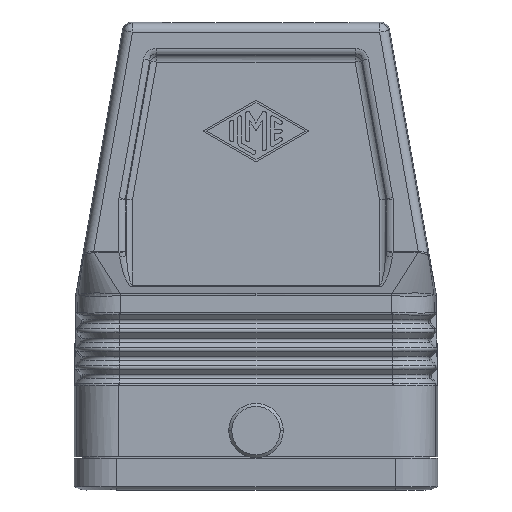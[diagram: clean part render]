
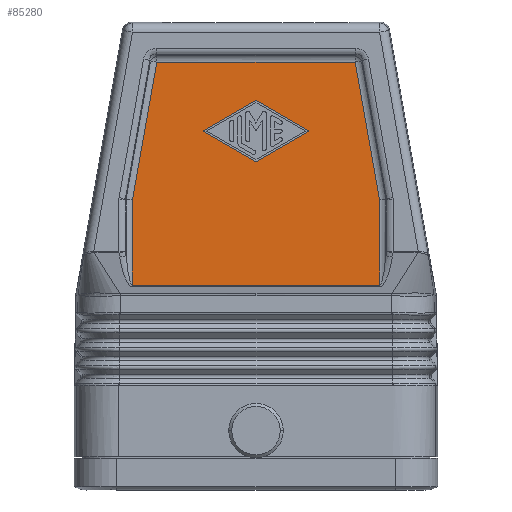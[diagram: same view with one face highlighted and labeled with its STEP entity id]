
A CAD part, left-side view. The second image highlights one B-rep face of the part: STEP entity #85280.
In plain terms, the highlighted planar face has unit normal (-1, 0, 0).
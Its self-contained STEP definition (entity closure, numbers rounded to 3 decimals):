
#84030=CARTESIAN_POINT('',(27.874,64.361,
44.579));
#84040=DIRECTION('',(1.,0.,0.));
#84050=DIRECTION('',(0.,1.,0.));
#84060=AXIS2_PLACEMENT_3D('',#84030,#84040,#84050);
#84070=PLANE('',#84060);
#84080=CARTESIAN_POINT('',(27.874,70.699,12.));
#84090=DIRECTION('',(0.,0.,1.));
#84100=VECTOR('',#84090,1.);
#84110=LINE('',#84080,#84100);
#84120=CARTESIAN_POINT('',(27.874,70.699,
28.587));
#84130=VERTEX_POINT('',#84120);
#84140=CARTESIAN_POINT('',(27.874,70.699,
42.627));
#84150=VERTEX_POINT('',#84140);
#84160=EDGE_CURVE('',#84130,#84150,#84110,.T.);
#84170=ORIENTED_EDGE('',*,*,#84160,.F.);
#84180=CARTESIAN_POINT('',(27.874,76.099,12.));
#84190=DIRECTION('',(0.,-0.174,0.985));
#84200=VECTOR('',#84190,1.);
#84210=LINE('',#84180,#84200);
#84220=CARTESIAN_POINT('',(27.874,66.687,
65.379));
#84230=VERTEX_POINT('',#84220);
#84240=EDGE_CURVE('',#84150,#84230,#84210,.T.);
#84250=ORIENTED_EDGE('',*,*,#84240,.F.);
#84260=CARTESIAN_POINT('',(27.874,0.,65.379));
#84270=DIRECTION('',(0.,-1.,0.));
#84280=VECTOR('',#84270,1.);
#84290=LINE('',#84260,#84280);
#84300=CARTESIAN_POINT('',(27.874,33.933,
65.379));
#84310=VERTEX_POINT('',#84300);
#84320=EDGE_CURVE('',#84230,#84310,#84290,.T.);
#84330=ORIENTED_EDGE('',*,*,#84320,.F.);
#84340=CARTESIAN_POINT('',(27.874,24.521,12.));
#84350=DIRECTION('',(0.,-0.174,
-0.985));
#84360=VECTOR('',#84350,1.);
#84370=LINE('',#84340,#84360);
#84380=CARTESIAN_POINT('',(27.874,29.921,
42.627));
#84390=VERTEX_POINT('',#84380);
#84400=EDGE_CURVE('',#84310,#84390,#84370,.T.);
#84410=ORIENTED_EDGE('',*,*,#84400,.F.);
#84420=CARTESIAN_POINT('',(27.874,29.921,12.));
#84430=DIRECTION('',(0.,0.,-1.));
#84440=VECTOR('',#84430,1.);
#84450=LINE('',#84420,#84440);
#84460=CARTESIAN_POINT('',(27.874,29.921,
28.587));
#84470=VERTEX_POINT('',#84460);
#84480=EDGE_CURVE('',#84390,#84470,#84450,.T.);
#84490=ORIENTED_EDGE('',*,*,#84480,.F.);
#84500=CARTESIAN_POINT('',(27.874,0.,28.587));
#84510=DIRECTION('',(0.,1.,0.));
#84520=VECTOR('',#84510,1.);
#84530=LINE('',#84500,#84520);
#84540=EDGE_CURVE('',#84470,#84130,#84530,.T.);
#84550=ORIENTED_EDGE('',*,*,#84540,.F.);
#84560=EDGE_LOOP('',(#84550,#84490,#84410,#84330,#84250,#84170));
#84570=FACE_OUTER_BOUND('',#84560,.T.);
#84580=CARTESIAN_POINT('',(27.874,0.,20.193));
#84590=DIRECTION('',(0.,-0.868,-0.496));
#84600=VECTOR('',#84590,1.);
#84610=LINE('',#84580,#84600);
#84620=CARTESIAN_POINT('',(27.874,58.892,
53.855));
#84630=VERTEX_POINT('',#84620);
#84640=CARTESIAN_POINT('',(27.874,50.475,
49.044));
#84650=VERTEX_POINT('',#84640);
#84660=EDGE_CURVE('',#84630,#84650,#84610,.T.);
#84670=ORIENTED_EDGE('',*,*,#84660,.F.);
#84680=CARTESIAN_POINT('',(27.874,50.31,49.334));
#84690=DIRECTION('',(-1.,0.,0.));
#84700=DIRECTION('',(0.,-1.,0.));
#84710=AXIS2_PLACEMENT_3D('',#84680,#84690,#84700);
#84720=CIRCLE('',#84710,0.333);
#84730=CARTESIAN_POINT('',(27.874,50.145,
49.044));
#84740=VERTEX_POINT('',#84730);
#84750=EDGE_CURVE('',#84650,#84740,#84720,.T.);
#84760=ORIENTED_EDGE('',*,*,#84750,.F.);
#84770=CARTESIAN_POINT('',(27.874,0.,77.707));
#84780=DIRECTION('',(0.,-0.868,0.496));
#84790=VECTOR('',#84780,1.);
#84800=LINE('',#84770,#84790);
#84810=CARTESIAN_POINT('',(27.874,41.728,
53.855));
#84820=VERTEX_POINT('',#84810);
#84830=EDGE_CURVE('',#84740,#84820,#84800,.T.);
#84840=ORIENTED_EDGE('',*,*,#84830,.F.);
#84850=CARTESIAN_POINT('',(27.874,41.811,54.));
#84860=DIRECTION('',(-1.,0.,0.));
#84870=DIRECTION('',(0.,-1.,0.));
#84880=AXIS2_PLACEMENT_3D('',#84850,#84860,#84870);
#84890=CIRCLE('',#84880,0.167);
#84900=CARTESIAN_POINT('',(27.874,41.728,
54.145));
#84910=VERTEX_POINT('',#84900);
#84920=EDGE_CURVE('',#84820,#84910,#84890,.T.);
#84930=ORIENTED_EDGE('',*,*,#84920,.F.);
#84940=CARTESIAN_POINT('',(27.874,0.,30.293));
#84950=DIRECTION('',(0.,0.868,0.496));
#84960=VECTOR('',#84950,1.);
#84970=LINE('',#84940,#84960);
#84980=CARTESIAN_POINT('',(27.874,50.145,
58.956));
#84990=VERTEX_POINT('',#84980);
#85000=EDGE_CURVE('',#84910,#84990,#84970,.T.);
#85010=ORIENTED_EDGE('',*,*,#85000,.F.);
#85020=CARTESIAN_POINT('',(27.874,50.31,58.666));
#85030=DIRECTION('',(-1.,0.,0.));
#85040=DIRECTION('',(0.,-1.,0.));
#85050=AXIS2_PLACEMENT_3D('',#85020,#85030,#85040);
#85060=CIRCLE('',#85050,0.333);
#85070=CARTESIAN_POINT('',(27.874,50.475,
58.956));
#85080=VERTEX_POINT('',#85070);
#85090=EDGE_CURVE('',#84990,#85080,#85060,.T.);
#85100=ORIENTED_EDGE('',*,*,#85090,.F.);
#85110=CARTESIAN_POINT('',(27.874,0.,87.807));
#85120=DIRECTION('',(0.,0.868,-0.496));
#85130=VECTOR('',#85120,1.);
#85140=LINE('',#85110,#85130);
#85150=CARTESIAN_POINT('',(27.874,58.892,
54.145));
#85160=VERTEX_POINT('',#85150);
#85170=EDGE_CURVE('',#85080,#85160,#85140,.T.);
#85180=ORIENTED_EDGE('',*,*,#85170,.F.);
#85190=CARTESIAN_POINT('',(27.874,58.809,54.));
#85200=DIRECTION('',(-1.,0.,0.));
#85210=DIRECTION('',(0.,-1.,0.));
#85220=AXIS2_PLACEMENT_3D('',#85190,#85200,#85210);
#85230=CIRCLE('',#85220,0.167);
#85240=EDGE_CURVE('',#85160,#84630,#85230,.T.);
#85250=ORIENTED_EDGE('',*,*,#85240,.F.);
#85260=EDGE_LOOP('',(#85250,#85180,#85100,#85010,#84930,#84840,#84760,
#84670));
#85270=FACE_BOUND('',#85260,.T.);
#85280=ADVANCED_FACE('',(#84570,#85270),#84070,.F.);
